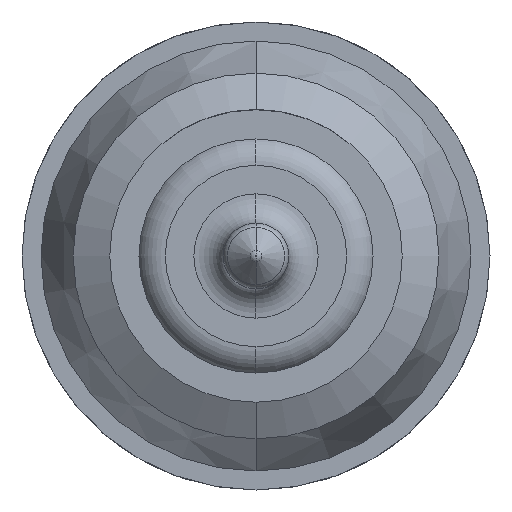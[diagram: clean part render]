
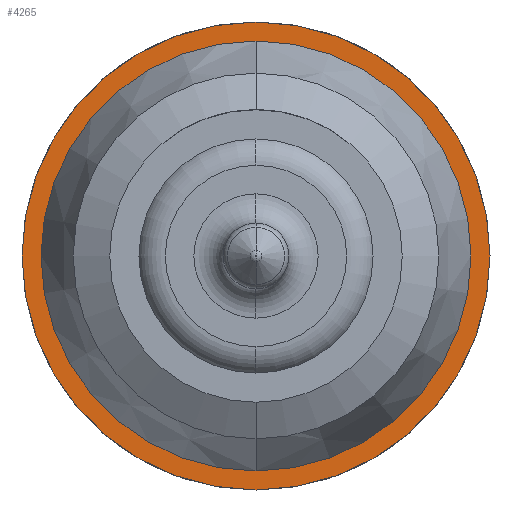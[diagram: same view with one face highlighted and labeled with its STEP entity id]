
A CAD part, front view. The second image highlights one B-rep face of the part: STEP entity #4265.
In plain terms, the highlighted planar face has unit normal (0, -1, 0).
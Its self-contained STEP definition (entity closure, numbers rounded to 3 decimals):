
#161 = CARTESIAN_POINT ( 'NONE',  ( 0., 0.547, 0. ) ) ;
#176 = DIRECTION ( 'NONE',  ( 0., 1., 0. ) ) ;
#268 = FACE_OUTER_BOUND ( 'NONE', #2472, .T. ) ;
#329 = VERTEX_POINT ( 'NONE', #3724 ) ;
#498 = AXIS2_PLACEMENT_3D ( 'NONE', #796, #2168, #3529 ) ;
#710 = AXIS2_PLACEMENT_3D ( 'NONE', #2118, #843, #4481 ) ;
#796 = CARTESIAN_POINT ( 'NONE',  ( 0., 0.547, 0. ) ) ;
#843 = DIRECTION ( 'NONE',  ( 0., 1., 0. ) ) ;
#973 = VERTEX_POINT ( 'NONE', #5411 ) ;
#1117 = CIRCLE ( 'NONE', #3944, 1.6 ) ;
#1212 = AXIS2_PLACEMENT_3D ( 'NONE', #161, #176, #3721 ) ;
#1430 = DIRECTION ( 'NONE',  ( 0., 0., 1. ) ) ;
#1461 = PLANE ( 'NONE',  #5713 ) ;
#1544 = FACE_BOUND ( 'NONE', #3562, .T. ) ;
#1758 = EDGE_CURVE ( 'Defeature ausgef�hrt1_7+Defeature ausgef�hrt1_6+Defeature ausgef�hrt1_6+Defeature ausgef�hrt1_6', #973, #4151, #1117, .T. ) ;
#2118 = CARTESIAN_POINT ( 'NONE',  ( 0., 0.547, 0. ) ) ;
#2168 = DIRECTION ( 'NONE',  ( 0., 1., 0. ) ) ;
#2224 = VERTEX_POINT ( 'NONE', #4776 ) ;
#2330 = ORIENTED_EDGE ( 'NONE', *, *, #3579, .T. ) ;
#2332 = ORIENTED_EDGE ( 'NONE', *, *, #4122, .F. ) ;
#2472 = EDGE_LOOP ( 'NONE', ( #2332, #5043 ) ) ;
#2778 = CIRCLE ( 'NONE', #710, 1.47 ) ;
#2870 = DIRECTION ( 'NONE',  ( 0., 0., 1. ) ) ;
#3020 = ORIENTED_EDGE ( 'NONE', *, *, #5630, .T. ) ;
#3529 = DIRECTION ( 'NONE',  ( 0., 0., 1. ) ) ;
#3562 = EDGE_LOOP ( 'NONE', ( #2330, #3020 ) ) ;
#3579 = EDGE_CURVE ( 'Defeature ausgef�hrt1_6+Defeature ausgef�hrt1_5+Defeature ausgef�hrt1_5+Defeature ausgef�hrt1_5', #329, #2224, #3878, .T. ) ;
#3721 = DIRECTION ( 'NONE',  ( 0., 0., 1. ) ) ;
#3724 = CARTESIAN_POINT ( 'NONE',  ( 0., 0.547, 1.47 ) ) ;
#3797 = CARTESIAN_POINT ( 'NONE',  ( 0., 0.547, 0. ) ) ;
#3878 = CIRCLE ( 'NONE', #1212, 1.47 ) ;
#3944 = AXIS2_PLACEMENT_3D ( 'NONE', #3797, #4673, #2870 ) ;
#4122 = EDGE_CURVE ( 'Defeature ausgef�hrt1_7+Defeature ausgef�hrt1_6+Defeature ausgef�hrt1_6+Defeature ausgef�hrt1_6', #4151, #973, #5113, .T. ) ;
#4151 = VERTEX_POINT ( 'NONE', #5368 ) ;
#4265 = ADVANCED_FACE ( 'Defeature ausgef�hrt1_6', ( #268, #1544 ), #1461, .F. ) ;
#4481 = DIRECTION ( 'NONE',  ( 0., 0., 1. ) ) ;
#4605 = CARTESIAN_POINT ( 'NONE',  ( 1.47, 0.547, 0. ) ) ;
#4673 = DIRECTION ( 'NONE',  ( 0., 1., 0. ) ) ;
#4776 = CARTESIAN_POINT ( 'NONE',  ( 0., 0.547, -1.47 ) ) ;
#5043 = ORIENTED_EDGE ( 'NONE', *, *, #1758, .F. ) ;
#5113 = CIRCLE ( 'NONE', #498, 1.6 ) ;
#5368 = CARTESIAN_POINT ( 'NONE',  ( 0., 0.547, 1.6 ) ) ;
#5411 = CARTESIAN_POINT ( 'NONE',  ( 0., 0.547, -1.6 ) ) ;
#5574 = DIRECTION ( 'NONE',  ( 0., 1., 0. ) ) ;
#5630 = EDGE_CURVE ( 'Defeature ausgef�hrt1_6+Defeature ausgef�hrt1_5+Defeature ausgef�hrt1_5+Defeature ausgef�hrt1_5', #2224, #329, #2778, .T. ) ;
#5713 = AXIS2_PLACEMENT_3D ( 'NONE', #4605, #5574, #1430 ) ;
